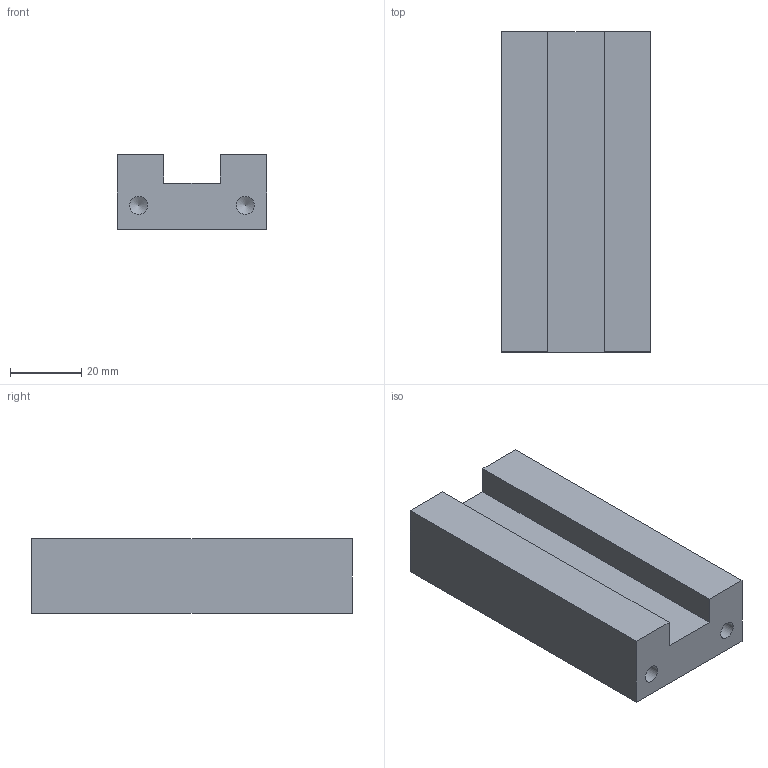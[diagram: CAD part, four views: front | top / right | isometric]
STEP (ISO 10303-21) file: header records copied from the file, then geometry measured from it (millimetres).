
FILE_DESCRIPTION(('FreeCAD Model'),'2;1');
FILE_NAME('MountProfile.step','2021-01-22T16:17:55',( 'Author'),(''),'Open CASCADE STEP processor 7.4','FreeCAD','Unknown' );
FILE_SCHEMA(('AUTOMOTIVE_DESIGN { 1 0 10303 214 1 1 1 1 }'));
Length unit declared in the file: millimetre
Products named in the file (1): Profile
Bounding box: 42 x 90 x 21 mm (x, y, z)
Volume: 66661 mm3; surface area: 15154.3 mm2
Topology: 1 solids, 1 shells, 22 faces, 54 edges, 34 vertices
Faces by surface type: plane 10, cylinder 6, cone 6
Full cylindrical faces by diameter (mm): 5 x2, 5.5 x4
Entity records: 1227 total; most frequent: CARTESIAN_POINT 267, DIRECTION 156, ORIENTED_EDGE 96, PCURVE 96, DEFINITIONAL_REPRESENTATION 96, LINE 84, VECTOR 84, EDGE_CURVE 48
